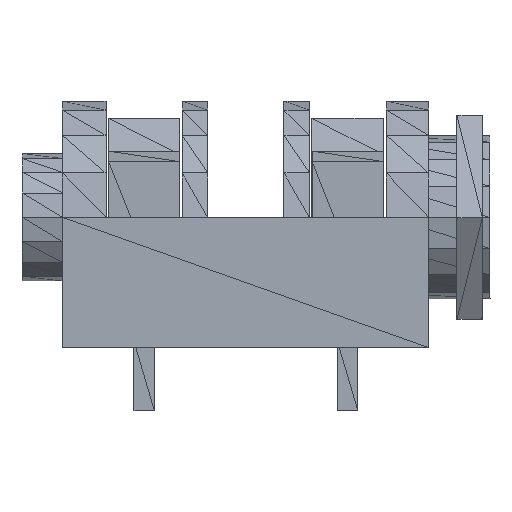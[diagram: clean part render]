
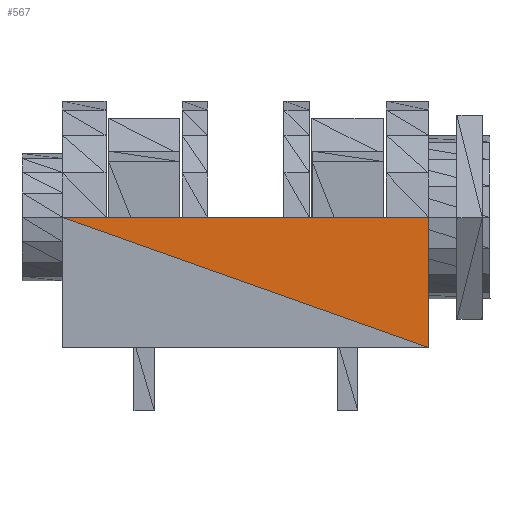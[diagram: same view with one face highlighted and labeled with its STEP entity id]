
A CAD part, front view. The second image highlights one B-rep face of the part: STEP entity #567.
In plain terms, the highlighted planar face has unit normal (0, -1, 0).
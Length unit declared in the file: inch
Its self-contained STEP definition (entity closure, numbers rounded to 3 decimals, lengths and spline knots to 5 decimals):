
#378=CARTESIAN_POINT('',(0.7,-0.675,0.));
#379=VERTEX_POINT('',#378);
#418=CARTESIAN_POINT('',(-0.19998,-0.675,0.32));
#419=VERTEX_POINT('',#418);
#481=CARTESIAN_POINT('',(0.7,-0.675,0.));
#482=DIRECTION('',(-0.942,0.,0.335));
#483=VECTOR('',#482,0.9552);
#484=LINE('',#481,#483);
#485=EDGE_CURVE('',#379,#419,#484,.T.);
#534=CARTESIAN_POINT('',(0.7,-0.675,0.32));
#535=VERTEX_POINT('',#534);
#542=CARTESIAN_POINT('',(0.7,-0.675,0.));
#543=DIRECTION('',(0.,0.,1.));
#544=VECTOR('',#543,0.32);
#545=LINE('',#542,#544);
#546=EDGE_CURVE('',#379,#535,#545,.T.);
#552=CARTESIAN_POINT('',(-0.2,-0.675,0.32));
#553=DIRECTION('',(0.,1.,0.));
#554=DIRECTION('',(1.,0.,0.));
#555=AXIS2_PLACEMENT_3D('',#552,#553,#554);
#556=PLANE('',#555);
#557=ORIENTED_EDGE('',*,*,#485,.F.);
#558=ORIENTED_EDGE('',*,*,#546,.T.);
#559=CARTESIAN_POINT('',(-0.2,-0.675,0.32));
#560=DIRECTION('',(1.,0.,-0.));
#561=VECTOR('',#560,0.9);
#562=LINE('',#559,#561);
#563=EDGE_CURVE('',#419,#535,#562,.T.);
#564=ORIENTED_EDGE('',*,*,#563,.F.);
#565=EDGE_LOOP('',(#557,#558,#564));
#566=FACE_BOUND('',#565,.T.);
#567=ADVANCED_FACE('',(#566),#556,.F.);
